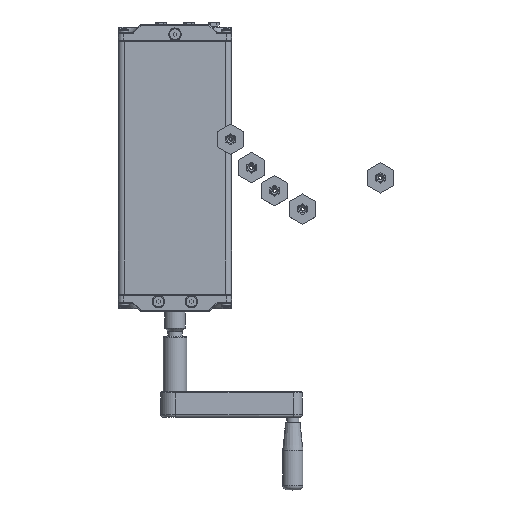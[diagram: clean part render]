
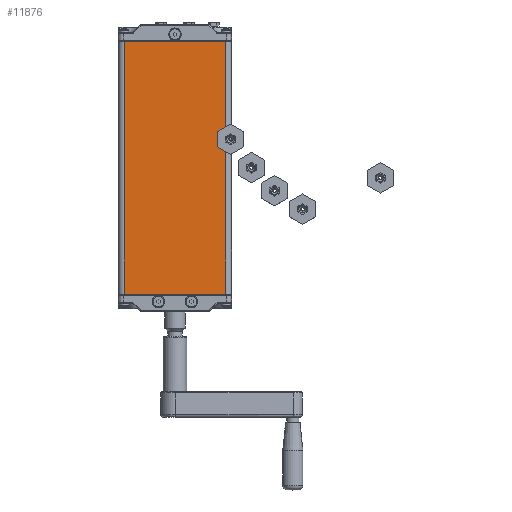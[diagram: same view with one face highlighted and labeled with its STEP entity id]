
A CAD part, top view. The second image highlights one B-rep face of the part: STEP entity #11876.
In plain terms, the highlighted planar face has unit normal (0, 0, 1).
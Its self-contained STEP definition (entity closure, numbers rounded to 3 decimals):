
#762=PLANE('',#13120);
#1020=FACE_OUTER_BOUND('',#1807,.T.);
#1807=EDGE_LOOP('',(#8132,#8133,#8134,#8135));
#2712=LINE('',#18984,#3581);
#2713=LINE('',#18986,#3582);
#2714=LINE('',#18988,#3583);
#2715=LINE('',#18989,#3584);
#3581=VECTOR('',#14829,267.5);
#3582=VECTOR('',#14830,108.);
#3583=VECTOR('',#14831,267.5);
#3584=VECTOR('',#14832,108.);
#5271=VERTEX_POINT('',#18982);
#5272=VERTEX_POINT('',#18983);
#5273=VERTEX_POINT('',#18985);
#5274=VERTEX_POINT('',#18987);
#6337=EDGE_CURVE('',#5271,#5272,#2712,.F.);
#6338=EDGE_CURVE('',#5272,#5273,#2713,.T.);
#6339=EDGE_CURVE('',#5273,#5274,#2714,.T.);
#6340=EDGE_CURVE('',#5274,#5271,#2715,.F.);
#8132=ORIENTED_EDGE('',*,*,#6337,.T.);
#8133=ORIENTED_EDGE('',*,*,#6338,.T.);
#8134=ORIENTED_EDGE('',*,*,#6339,.T.);
#8135=ORIENTED_EDGE('',*,*,#6340,.T.);
#11876=ADVANCED_FACE('',(#1020),#762,.T.);
#13120=AXIS2_PLACEMENT_3D('',#18981,#14827,#14828);
#14827=DIRECTION('center_axis',(0.,0.,1.));
#14828=DIRECTION('ref_axis',(1.,0.,0.));
#14829=DIRECTION('',(0.,-1.,0.));
#14830=DIRECTION('',(-1.,0.,0.));
#14831=DIRECTION('',(0.,-1.,0.));
#14832=DIRECTION('',(-1.,0.,0.));
#18981=CARTESIAN_POINT('Origin',(60.,268.5,30.));
#18982=CARTESIAN_POINT('',(54.,0.5,30.));
#18983=CARTESIAN_POINT('',(54.,268.,30.));
#18984=CARTESIAN_POINT('',(54.,268.,30.));
#18985=CARTESIAN_POINT('',(-54.,268.,30.));
#18986=CARTESIAN_POINT('',(54.,268.,30.));
#18987=CARTESIAN_POINT('',(-54.,0.5,30.));
#18988=CARTESIAN_POINT('',(-54.,268.,30.));
#18989=CARTESIAN_POINT('',(54.,0.5,30.));
